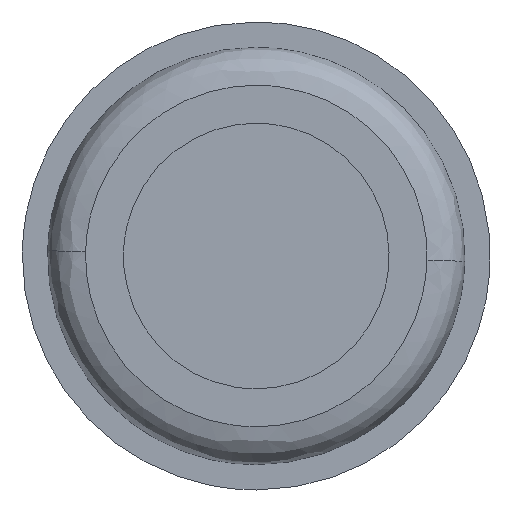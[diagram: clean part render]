
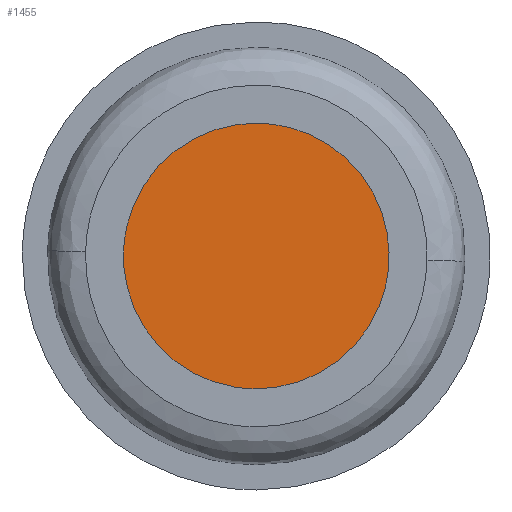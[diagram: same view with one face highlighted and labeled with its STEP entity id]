
A CAD part, front view. The second image highlights one B-rep face of the part: STEP entity #1455.
In plain terms, the highlighted free-form (B-spline) face has degree [1, 1] with [2, 2] control points.
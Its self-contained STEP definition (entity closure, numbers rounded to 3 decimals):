
#684=CARTESIAN_POINT('',(10.427,9.8,-1.239));
#685=VERTEX_POINT('',#684);
#686=CARTESIAN_POINT('',(0.0,9.8,10.5));
#687=VERTEX_POINT('',#686);
#688=CARTESIAN_POINT('',(10.427,9.8,-1.239));
#689=CARTESIAN_POINT('',(10.5,9.8,-0.622));
#690=CARTESIAN_POINT('',(10.5,9.8,0.));
#691=CARTESIAN_POINT('',(10.5,9.8,10.5));
#692=CARTESIAN_POINT('',(0.0,9.8,10.5));
#700=(BOUNDED_CURVE()B_SPLINE_CURVE(2,(#688,#689,#690,#691,#692),.UNSPECIFIED.,.F.,.U.)B_SPLINE_CURVE_WITH_KNOTS((3,2,3),(0.23,0.25,0.5),.UNSPECIFIED.)CURVE()GEOMETRIC_REPRESENTATION_ITEM()RATIONAL_B_SPLINE_CURVE((0.956,0.976,1.0,0.707,1.0))REPRESENTATION_ITEM(''));
#701=EDGE_CURVE('',#685,#687,#700,.T.);
#742=CARTESIAN_POINT('',(-10.48,9.8,0.641));
#743=VERTEX_POINT('',#742);
#749=CARTESIAN_POINT('',(0.0,9.8,10.5));
#750=CARTESIAN_POINT('',(-9.877,9.8,10.5));
#751=CARTESIAN_POINT('',(-10.48,9.8,0.641));
#759=(BOUNDED_CURVE()B_SPLINE_CURVE(2,(#749,#750,#751),.UNSPECIFIED.,.F.,.U.)B_SPLINE_CURVE_WITH_KNOTS((3,3),(0.5,0.739),.UNSPECIFIED.)CURVE()GEOMETRIC_REPRESENTATION_ITEM()RATIONAL_B_SPLINE_CURVE((1.0,0.72,0.976))REPRESENTATION_ITEM(''));
#760=EDGE_CURVE('',#687,#743,#759,.T.);
#783=CARTESIAN_POINT('',(0.0,9.8,-10.5));
#784=VERTEX_POINT('',#783);
#785=CARTESIAN_POINT('',(0.0,9.8,-10.5));
#786=CARTESIAN_POINT('',(9.326,9.8,-10.5));
#787=CARTESIAN_POINT('',(10.427,9.8,-1.239));
#795=(BOUNDED_CURVE()B_SPLINE_CURVE(2,(#785,#786,#787),.UNSPECIFIED.,.F.,.U.)B_SPLINE_CURVE_WITH_KNOTS((3,3),(0.0,0.23),.UNSPECIFIED.)CURVE()GEOMETRIC_REPRESENTATION_ITEM()RATIONAL_B_SPLINE_CURVE((1.0,0.731,0.956))REPRESENTATION_ITEM(''));
#796=EDGE_CURVE('',#784,#685,#795,.T.);
#798=CARTESIAN_POINT('',(-10.48,9.8,0.641));
#799=CARTESIAN_POINT('',(-10.5,9.8,0.321));
#800=CARTESIAN_POINT('',(-10.5,9.8,0.));
#801=CARTESIAN_POINT('',(-10.5,9.8,-10.5));
#802=CARTESIAN_POINT('',(0.0,9.8,-10.5));
#810=(BOUNDED_CURVE()B_SPLINE_CURVE(2,(#798,#799,#800,#801,#802),.UNSPECIFIED.,.F.,.U.)B_SPLINE_CURVE_WITH_KNOTS((3,2,3),(0.739,0.75,1.0),.UNSPECIFIED.)CURVE()GEOMETRIC_REPRESENTATION_ITEM()RATIONAL_B_SPLINE_CURVE((0.976,0.988,1.0,0.707,1.0))REPRESENTATION_ITEM(''));
#811=EDGE_CURVE('',#743,#784,#810,.T.);
#1444=CARTESIAN_POINT('',(-11.549,9.8,-11.549));
#1445=CARTESIAN_POINT('',(-11.549,9.8,11.549));
#1446=CARTESIAN_POINT('',(11.549,9.8,-11.549));
#1447=CARTESIAN_POINT('',(11.549,9.8,11.549));
#1448=B_SPLINE_SURFACE_WITH_KNOTS('',1,1,((#1444,#1446),(#1445,#1447)),.UNSPECIFIED.,.F.,.F.,.U.,(2,2),(2,2),(0.0,23.098),(0.0,23.097),.UNSPECIFIED.);
#1449=ORIENTED_EDGE('',*,*,#796,.T.);
#1450=ORIENTED_EDGE('',*,*,#701,.T.);
#1451=ORIENTED_EDGE('',*,*,#760,.T.);
#1452=ORIENTED_EDGE('',*,*,#811,.T.);
#1453=EDGE_LOOP('',(#1449,#1450,#1451,#1452));
#1454=FACE_OUTER_BOUND('',#1453,.T.);
#1455=ADVANCED_FACE('',(#1454),#1448,.F.);
